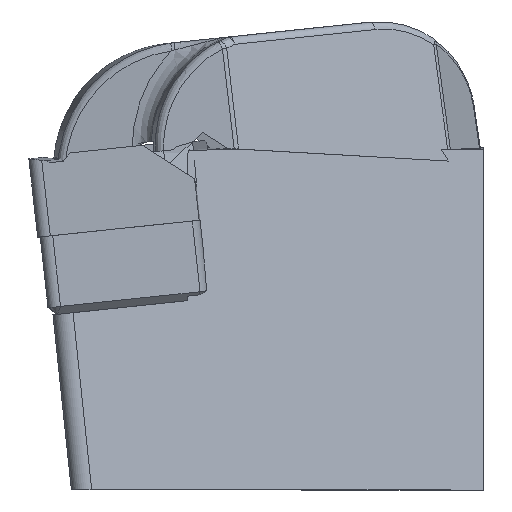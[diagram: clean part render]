
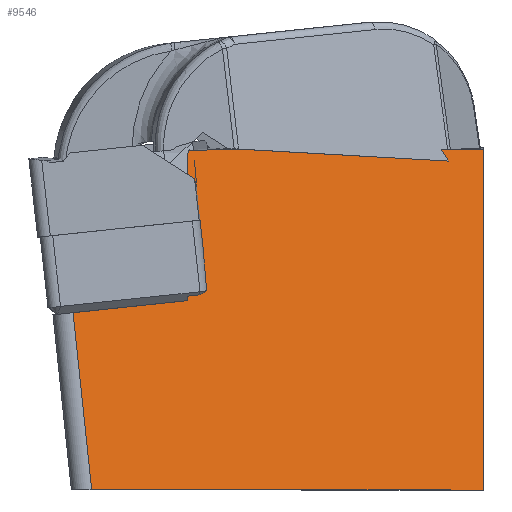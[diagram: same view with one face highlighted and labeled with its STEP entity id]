
A CAD part, left-side view. The second image highlights one B-rep face of the part: STEP entity #9546.
In plain terms, the highlighted planar face has unit normal (-0.848, -0.527, 0.055).
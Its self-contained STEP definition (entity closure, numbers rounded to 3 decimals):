
#9 = LINE ( 'NONE', #1190, #3393 ) ;
#114 = CARTESIAN_POINT ( 'NONE',  ( 2.82, 25.277, -4.553 ) ) ;
#234 = ORIENTED_EDGE ( 'NONE', *, *, #7953, .T. ) ;
#698 = LINE ( 'NONE', #9496, #8644 ) ;
#707 = CARTESIAN_POINT ( 'NONE',  ( 2.82, 24.78, -9.287 ) ) ;
#763 = CARTESIAN_POINT ( 'NONE',  ( 7.184, 17.859, -8.284 ) ) ;
#796 = ORIENTED_EDGE ( 'NONE', *, *, #7841, .F. ) ;
#802 = VERTEX_POINT ( 'NONE', #8048 ) ;
#806 = DIRECTION ( 'NONE',  ( 0.065, 0., 0.998 ) ) ;
#822 = ORIENTED_EDGE ( 'NONE', *, *, #3729, .F. ) ;
#851 = ORIENTED_EDGE ( 'NONE', *, *, #7472, .F. ) ;
#920 = CARTESIAN_POINT ( 'NONE',  ( 18.855, 0., 0.603 ) ) ;
#952 = VERTEX_POINT ( 'NONE', #2389 ) ;
#1056 =( BOUNDED_CURVE ( )  B_SPLINE_CURVE ( 3, ( #8787, #5072, #6727, #3764 ),
 .UNSPECIFIED., .F., .T. ) 
 B_SPLINE_CURVE_WITH_KNOTS ( ( 4, 4 ),
 ( 3.782, 4.099 ),
 .UNSPECIFIED. ) 
 CURVE ( )  GEOMETRIC_REPRESENTATION_ITEM ( )  RATIONAL_B_SPLINE_CURVE ( ( 1., 0.992, 0.992, 1. ) ) 
 REPRESENTATION_ITEM ( '' )  );
#1190 = CARTESIAN_POINT ( 'NONE',  ( 7.955, -0.15, -167.811 ) ) ;
#1447 = LINE ( 'NONE', #3899, #5750 ) ;
#1601 = DIRECTION ( 'NONE',  ( -0.53, 0.844, -0.089 ) ) ;
#1715 = AXIS2_PLACEMENT_3D ( 'NONE', #7073, #9422, #6356 ) ;
#1733 = CARTESIAN_POINT ( 'NONE',  ( 12.636, 7.848, -20. ) ) ;
#1776 = CARTESIAN_POINT ( 'NONE',  ( 15.096, 5.999, 0.097 ) ) ;
#1812 = DIRECTION ( 'NONE',  ( -0.268, 0.517, 0.813 ) ) ;
#1896 = EDGE_LOOP ( 'NONE', ( #6923, #8994, #796, #851, #7508, #5265, #2780, #7375, #822, #6754, #7808, #5048, #5859, #234, #2835 ) ) ;
#1919 = CARTESIAN_POINT ( 'NONE',  ( 17.511, 2.087, -0.125 ) ) ;
#2183 = VERTEX_POINT ( 'NONE', #6234 ) ;
#2198 = CARTESIAN_POINT ( 'NONE',  ( 7.438, 17.923, -3.78 ) ) ;
#2363 = VERTEX_POINT ( 'NONE', #1919 ) ;
#2389 = CARTESIAN_POINT ( 'NONE',  ( 10.15, 14.012, 0.553 ) ) ;
#2494 = DIRECTION ( 'NONE',  ( 0.079, -0.022, 0.997 ) ) ;
#2615 = EDGE_CURVE ( 'NONE', #7381, #6187, #3916, .T. ) ;
#2780 = ORIENTED_EDGE ( 'NONE', *, *, #4030, .F. ) ;
#2835 = ORIENTED_EDGE ( 'NONE', *, *, #7324, .F. ) ;
#2856 = LINE ( 'NONE', #8893, #8700 ) ;
#2953 = CARTESIAN_POINT ( 'NONE',  ( 7.825, 16.847, -8.081 ) ) ;
#2972 = EDGE_CURVE ( 'NONE', #9219, #5577, #2856, .T. ) ;
#3029 = VECTOR ( 'NONE', #6970, 1000. ) ;
#3377 = VECTOR ( 'NONE', #2494, 1000. ) ;
#3379 = CARTESIAN_POINT ( 'NONE',  ( 52.375, -65.147, -105.712 ) ) ;
#3393 = VECTOR ( 'NONE', #6580, 1000. ) ;
#3509 = LINE ( 'NONE', #6276, #3377 ) ;
#3594 = CARTESIAN_POINT ( 'NONE',  ( 7.168, 17.855, -8.559 ) ) ;
#3729 = EDGE_CURVE ( 'NONE', #9219, #7381, #1447, .T. ) ;
#3764 = CARTESIAN_POINT ( 'NONE',  ( 7.955, 16.925, -5.356 ) ) ;
#3899 = CARTESIAN_POINT ( 'NONE',  ( 2.82, 24.808, -9.015 ) ) ;
#3916 = B_SPLINE_CURVE_WITH_KNOTS ( 'NONE', 3,
 ( #8906, #6681, #2953, #4490 ),
 .UNSPECIFIED., .F., .F.,
 ( 4, 4 ),
 ( 0., 0.001 ),
 .UNSPECIFIED. ) ;
#4030 = EDGE_CURVE ( 'NONE', #6187, #5185, #1056, .T. ) ;
#4035 = VECTOR ( 'NONE', #8080, 1000. ) ;
#4401 = LINE ( 'NONE', #5291, #4627 ) ;
#4424 = CARTESIAN_POINT ( 'NONE',  ( 7.923, 16.704, -7.952 ) ) ;
#4464 = EDGE_CURVE ( 'NONE', #2363, #2183, #5395, .T. ) ;
#4488 = EDGE_CURVE ( 'NONE', #952, #2363, #5050, .T. ) ;
#4490 = CARTESIAN_POINT ( 'NONE',  ( 7.923, 16.704, -7.952 ) ) ;
#4515 = LINE ( 'NONE', #7346, #4035 ) ;
#4627 = VECTOR ( 'NONE', #806, 1000. ) ;
#4640 = EDGE_CURVE ( 'NONE', #5185, #6286, #9, .T. ) ;
#4796 = LINE ( 'NONE', #707, #5580 ) ;
#4804 = EDGE_CURVE ( 'NONE', #6286, #7216, #8284, .T. ) ;
#4844 = VERTEX_POINT ( 'NONE', #920 ) ;
#5034 = DIRECTION ( 'NONE',  ( 0., 0.105, 0.995 ) ) ;
#5048 = ORIENTED_EDGE ( 'NONE', *, *, #6064, .F. ) ;
#5050 = LINE ( 'NONE', #1776, #8178 ) ;
#5072 = CARTESIAN_POINT ( 'NONE',  ( 7.944, 16.746, -7.22 ) ) ;
#5181 = EDGE_CURVE ( 'NONE', #8959, #5390, #9574, .T. ) ;
#5185 = VERTEX_POINT ( 'NONE', #5400 ) ;
#5198 = DIRECTION ( 'NONE',  ( -0.53, 0.844, -0.089 ) ) ;
#5265 = ORIENTED_EDGE ( 'NONE', *, *, #4640, .F. ) ;
#5291 = CARTESIAN_POINT ( 'NONE',  ( 17.966, 0., -13.013 ) ) ;
#5317 = FACE_OUTER_BOUND ( 'NONE', #1896, .T. ) ;
#5352 = DIRECTION ( 'NONE',  ( 0.53, -0.844, 0.089 ) ) ;
#5377 = VECTOR ( 'NONE', #1601, 1000. ) ;
#5390 = VERTEX_POINT ( 'NONE', #6502 ) ;
#5395 = LINE ( 'NONE', #3379, #6918 ) ;
#5400 = CARTESIAN_POINT ( 'NONE',  ( 7.955, 16.925, -5.356 ) ) ;
#5577 = VERTEX_POINT ( 'NONE', #3594 ) ;
#5580 = VECTOR ( 'NONE', #5198, 1000. ) ;
#5750 = VECTOR ( 'NONE', #5352, 1000. ) ;
#5859 = ORIENTED_EDGE ( 'NONE', *, *, #5181, .T. ) ;
#5910 = DIRECTION ( 'NONE',  ( -0.056, -0.014, -0.998 ) ) ;
#6064 = EDGE_CURVE ( 'NONE', #8959, #8908, #698, .T. ) ;
#6165 = CARTESIAN_POINT ( 'NONE',  ( 2.82, 23.654, -20. ) ) ;
#6187 = VERTEX_POINT ( 'NONE', #4424 ) ;
#6234 = CARTESIAN_POINT ( 'NONE',  ( 17.274, 2.546, 0.594 ) ) ;
#6276 = CARTESIAN_POINT ( 'NONE',  ( -5.478, 21.488, -167.724 ) ) ;
#6286 = VERTEX_POINT ( 'NONE', #6891 ) ;
#6356 = DIRECTION ( 'NONE',  ( 0.528, -0.85, 0. ) ) ;
#6502 = CARTESIAN_POINT ( 'NONE',  ( 17.51, 0., -20. ) ) ;
#6580 = DIRECTION ( 'NONE',  ( 0., 0.105, 0.995 ) ) ;
#6681 = CARTESIAN_POINT ( 'NONE',  ( 7.719, 17.007, -8.19 ) ) ;
#6726 = EDGE_CURVE ( 'NONE', #5577, #8908, #4796, .T. ) ;
#6727 = CARTESIAN_POINT ( 'NONE',  ( 7.955, 16.821, -6.348 ) ) ;
#6754 = ORIENTED_EDGE ( 'NONE', *, *, #2972, .T. ) ;
#6891 = CARTESIAN_POINT ( 'NONE',  ( 7.955, 17.1, -3.693 ) ) ;
#6918 = VECTOR ( 'NONE', #1812, 1000. ) ;
#6923 = ORIENTED_EDGE ( 'NONE', *, *, #4464, .F. ) ;
#6970 = DIRECTION ( 'NONE',  ( 0.528, -0.85, 0. ) ) ;
#7017 = DIRECTION ( 'NONE',  ( 0.525, -0.85, -0.048 ) ) ;
#7073 = CARTESIAN_POINT ( 'NONE',  ( 2.82, 8.028, -168.671 ) ) ;
#7216 = VERTEX_POINT ( 'NONE', #2198 ) ;
#7324 = EDGE_CURVE ( 'NONE', #2183, #4844, #9188, .T. ) ;
#7346 = CARTESIAN_POINT ( 'NONE',  ( 13.603, 8.453, 0.573 ) ) ;
#7375 = ORIENTED_EDGE ( 'NONE', *, *, #2615, .F. ) ;
#7381 = VERTEX_POINT ( 'NONE', #8290 ) ;
#7470 = CARTESIAN_POINT ( 'NONE',  ( 2.82, 24.78, -9.287 ) ) ;
#7472 = EDGE_CURVE ( 'NONE', #7216, #802, #3509, .T. ) ;
#7508 = ORIENTED_EDGE ( 'NONE', *, *, #4804, .F. ) ;
#7539 = DIRECTION ( 'NONE',  ( 0.528, -0.849, 0.003 ) ) ;
#7808 = ORIENTED_EDGE ( 'NONE', *, *, #6726, .T. ) ;
#7841 = EDGE_CURVE ( 'NONE', #802, #952, #4515, .T. ) ;
#7924 = PLANE ( 'NONE',  #1715 ) ;
#7953 = EDGE_CURVE ( 'NONE', #5390, #4844, #4401, .T. ) ;
#8048 = CARTESIAN_POINT ( 'NONE',  ( 7.778, 17.829, 0.54 ) ) ;
#8080 = DIRECTION ( 'NONE',  ( 0.528, -0.849, 0.003 ) ) ;
#8178 = VECTOR ( 'NONE', #7017, 1000. ) ;
#8284 = LINE ( 'NONE', #114, #5377 ) ;
#8290 = CARTESIAN_POINT ( 'NONE',  ( 7.604, 17.19, -8.214 ) ) ;
#8644 = VECTOR ( 'NONE', #5034, 1000. ) ;
#8700 = VECTOR ( 'NONE', #5910, 1000. ) ;
#8787 = CARTESIAN_POINT ( 'NONE',  ( 7.923, 16.704, -7.952 ) ) ;
#8893 = CARTESIAN_POINT ( 'NONE',  ( -1.845, 15.555, -168.516 ) ) ;
#8906 = CARTESIAN_POINT ( 'NONE',  ( 7.604, 17.19, -8.214 ) ) ;
#8908 = VERTEX_POINT ( 'NONE', #7470 ) ;
#8956 = VECTOR ( 'NONE', #7539, 1000. ) ;
#8959 = VERTEX_POINT ( 'NONE', #6165 ) ;
#8994 = ORIENTED_EDGE ( 'NONE', *, *, #4488, .F. ) ;
#9188 = LINE ( 'NONE', #9643, #8956 ) ;
#9219 = VERTEX_POINT ( 'NONE', #763 ) ;
#9422 = DIRECTION ( 'NONE',  ( -0.848, -0.527, 0.055 ) ) ;
#9496 = CARTESIAN_POINT ( 'NONE',  ( 2.82, 8.028, -168.671 ) ) ;
#9546 = ADVANCED_FACE ( 'NONE', ( #5317 ), #7924, .T. ) ;
#9574 = LINE ( 'NONE', #1733, #3029 ) ;
#9643 = CARTESIAN_POINT ( 'NONE',  ( 13.603, 8.453, 0.573 ) ) ;
